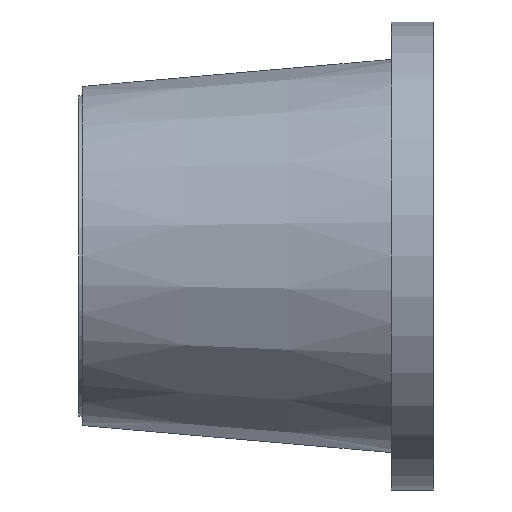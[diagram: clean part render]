
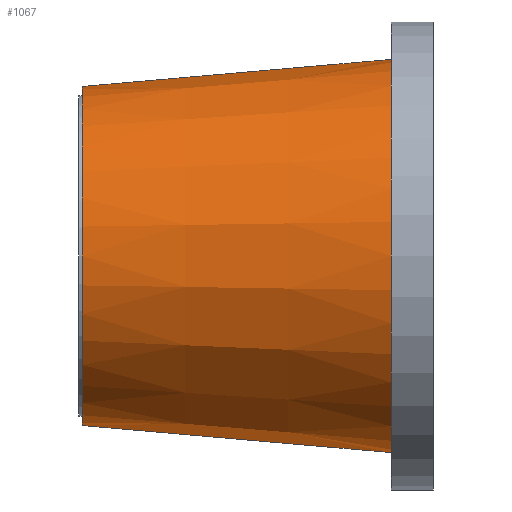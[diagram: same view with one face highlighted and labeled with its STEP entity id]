
A CAD part, left-side view. The second image highlights one B-rep face of the part: STEP entity #1067.
In plain terms, the highlighted conical face has half-angle 5 degrees and reference radius 72.451 mm.
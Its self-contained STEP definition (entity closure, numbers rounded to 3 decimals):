
#37 = CARTESIAN_POINT ( 'NONE',  ( 0., -102., 84. ) ) ;
#187 = CARTESIAN_POINT ( 'NONE',  ( 0., 30., 72.451 ) ) ;
#678 = VERTEX_POINT ( 'NONE', #3964 ) ;
#716 = ORIENTED_EDGE ( 'NONE', *, *, #5502, .F. ) ;
#970 = DIRECTION ( 'NONE',  ( 0., -1., 0. ) ) ;
#1067 = ADVANCED_FACE ( 'NONE', ( #2172 ), #3783, .T. ) ;
#1456 = CARTESIAN_POINT ( 'NONE',  ( 0., 30., -72.451 ) ) ;
#1509 = VERTEX_POINT ( 'NONE', #1694 ) ;
#1625 = LINE ( 'NONE', #1456, #3985 ) ;
#1629 = LINE ( 'NONE', #187, #3991 ) ;
#1664 = VERTEX_POINT ( 'NONE', #37 ) ;
#1691 = EDGE_CURVE ( 'NONE', #5545, #1664, #6054, .T. ) ;
#1694 = CARTESIAN_POINT ( 'NONE',  ( 0., 30., 72.451 ) ) ;
#2036 = AXIS2_PLACEMENT_3D ( 'NONE', #3353, #970, #5154 ) ;
#2093 = EDGE_CURVE ( 'NONE', #678, #1509, #2685, .T. ) ;
#2172 = FACE_OUTER_BOUND ( 'NONE', #4321, .T. ) ;
#2192 = ORIENTED_EDGE ( 'NONE', *, *, #2093, .F. ) ;
#2271 = AXIS2_PLACEMENT_3D ( 'NONE', #2981, #4420, #4372 ) ;
#2412 = ORIENTED_EDGE ( 'NONE', *, *, #1691, .T. ) ;
#2543 = CARTESIAN_POINT ( 'NONE',  ( 0., -102., -84. ) ) ;
#2549 = CARTESIAN_POINT ( 'NONE',  ( 0., 30., 0. ) ) ;
#2585 = ORIENTED_EDGE ( 'NONE', *, *, #2883, .T. ) ;
#2685 = CIRCLE ( 'NONE', #5705, 72.451 ) ;
#2883 = EDGE_CURVE ( 'NONE', #678, #5545, #1625, .T. ) ;
#2981 = CARTESIAN_POINT ( 'NONE',  ( 0., -102., 0. ) ) ;
#2985 = DIRECTION ( 'NONE',  ( 0., -0.996, 0.087 ) ) ;
#3353 = CARTESIAN_POINT ( 'NONE',  ( 0., 30., 0. ) ) ;
#3783 = CONICAL_SURFACE ( 'NONE', #2036, 72.451, 0.087 ) ;
#3964 = CARTESIAN_POINT ( 'NONE',  ( 0., 30., -72.451 ) ) ;
#3982 = DIRECTION ( 'NONE',  ( 0., 0., 1. ) ) ;
#3985 = VECTOR ( 'NONE', #5662, 1000. ) ;
#3991 = VECTOR ( 'NONE', #2985, 1000. ) ;
#4321 = EDGE_LOOP ( 'NONE', ( #716, #2192, #2585, #2412 ) ) ;
#4372 = DIRECTION ( 'NONE',  ( 0., 0., 1. ) ) ;
#4420 = DIRECTION ( 'NONE',  ( 0., 1., 0. ) ) ;
#4879 = DIRECTION ( 'NONE',  ( 0., 1., 0. ) ) ;
#5154 = DIRECTION ( 'NONE',  ( 0., 0., -1. ) ) ;
#5502 = EDGE_CURVE ( 'NONE', #1509, #1664, #1629, .T. ) ;
#5545 = VERTEX_POINT ( 'NONE', #2543 ) ;
#5662 = DIRECTION ( 'NONE',  ( 0., -0.996, -0.087 ) ) ;
#5705 = AXIS2_PLACEMENT_3D ( 'NONE', #2549, #4879, #3982 ) ;
#6054 = CIRCLE ( 'NONE', #2271, 84. ) ;
